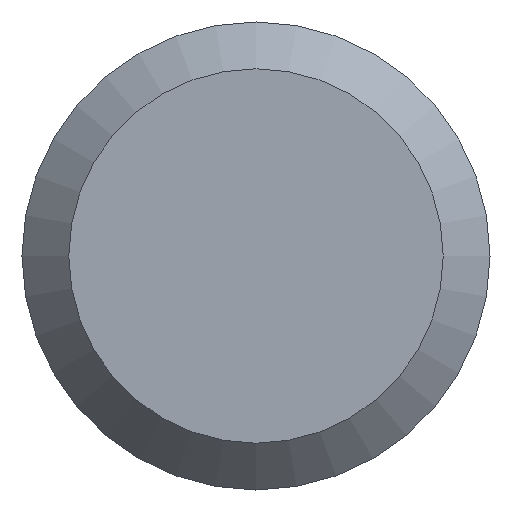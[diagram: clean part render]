
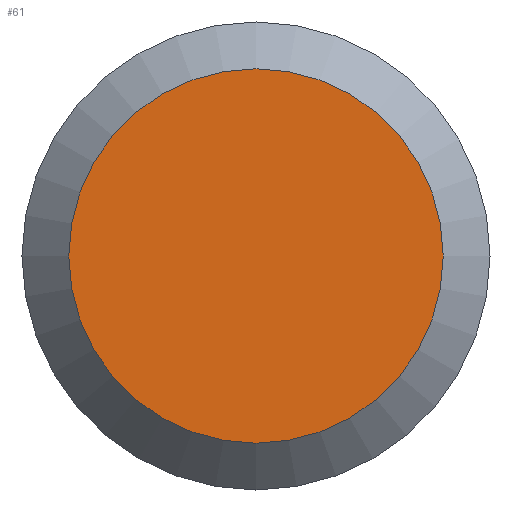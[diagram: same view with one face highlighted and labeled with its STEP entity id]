
A CAD part, left-side view. The second image highlights one B-rep face of the part: STEP entity #61.
In plain terms, the highlighted planar face has unit normal (-1, 0, 0).
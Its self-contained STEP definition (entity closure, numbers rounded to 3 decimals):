
#10 = VERTEX_POINT ( 'NONE', #115 ) ;
#40 = FACE_OUTER_BOUND ( 'NONE', #205, .T. ) ;
#54 = AXIS2_PLACEMENT_3D ( 'NONE', #81, #62, #72 ) ;
#58 = PLANE ( 'NONE',  #54 ) ;
#61 = ADVANCED_FACE ( 'NONE', ( #40 ), #58, .F. ) ;
#62 = DIRECTION ( 'NONE',  ( 1., 0., 0. ) ) ;
#72 = DIRECTION ( 'NONE',  ( 0., 0., -1. ) ) ;
#81 = CARTESIAN_POINT ( 'NONE',  ( 0., 3.75, 0. ) ) ;
#115 = CARTESIAN_POINT ( 'NONE',  ( 0., 0., -3. ) ) ;
#117 = DIRECTION ( 'NONE',  ( -1., 0., 0. ) ) ;
#118 = CARTESIAN_POINT ( 'NONE',  ( 0., 0., 0. ) ) ;
#123 = DIRECTION ( 'NONE',  ( 0., 0., -1. ) ) ;
#163 = ORIENTED_EDGE ( 'NONE', *, *, #212, .T. ) ;
#164 = AXIS2_PLACEMENT_3D ( 'NONE', #118, #117, #123 ) ;
#174 = CIRCLE ( 'NONE', #164, 3. ) ;
#205 = EDGE_LOOP ( 'NONE', ( #163 ) ) ;
#212 = EDGE_CURVE ( 'NONE', #10, #10, #174, .T. ) ;
